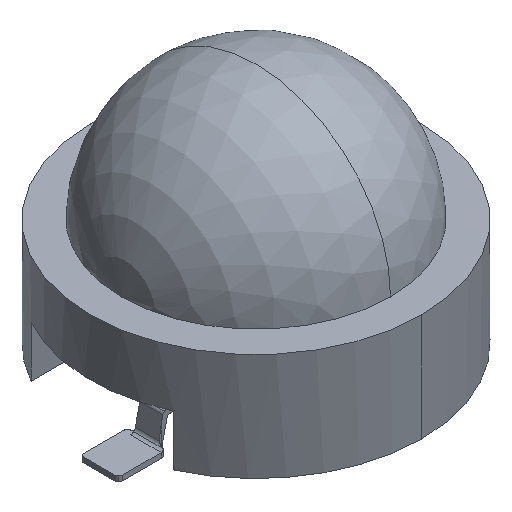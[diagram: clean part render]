
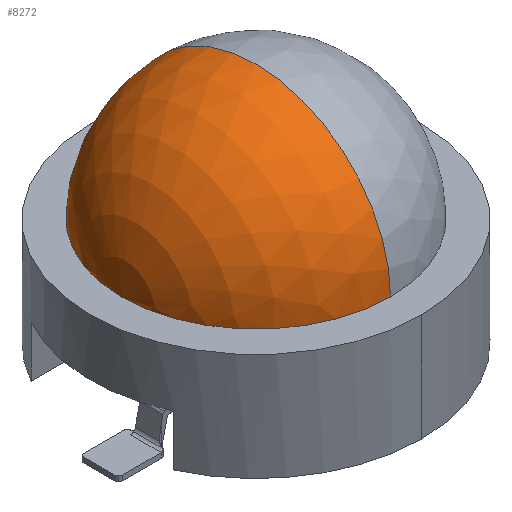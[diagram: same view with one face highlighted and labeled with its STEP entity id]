
A CAD part, isometric view. The second image highlights one B-rep face of the part: STEP entity #8272.
In plain terms, the highlighted spherical face has radius 5.28 mm.
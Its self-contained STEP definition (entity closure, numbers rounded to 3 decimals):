
#527 = AXIS2_PLACEMENT_3D ( 'NONE', #8517, #3485, #3440 ) ;
#548 = DIRECTION ( 'NONE',  ( 0., 0., -1. ) ) ;
#556 = SPHERICAL_SURFACE ( 'NONE', #527, 5.28 ) ;
#587 = ORIENTED_EDGE ( 'NONE', *, *, #5975, .F. ) ;
#602 = FACE_OUTER_BOUND ( 'NONE', #965, .T. ) ;
#965 = EDGE_LOOP ( 'NONE', ( #587, #7657, #6689 ) ) ;
#1129 = AXIS2_PLACEMENT_3D ( 'NONE', #9066, #8454, #9256 ) ;
#1968 = DIRECTION ( 'NONE',  ( 1., 0., 0. ) ) ;
#2727 = CARTESIAN_POINT ( 'NONE',  ( 0., 0., -9.5 ) ) ;
#2865 = CARTESIAN_POINT ( 'NONE',  ( 0., -5.28, -4.22 ) ) ;
#3440 = DIRECTION ( 'NONE',  ( 0., 1., 0. ) ) ;
#3485 = DIRECTION ( 'NONE',  ( -1., 0., 0. ) ) ;
#3522 = CARTESIAN_POINT ( 'NONE',  ( 0., 0., -4.22 ) ) ;
#4710 = EDGE_CURVE ( 'NONE', #5630, #5849, #5258, .T. ) ;
#5110 = AXIS2_PLACEMENT_3D ( 'NONE', #3522, #1968, #548 ) ;
#5258 = CIRCLE ( 'NONE', #5110, 5.28 ) ;
#5630 = VERTEX_POINT ( 'NONE', #2727 ) ;
#5849 = VERTEX_POINT ( 'NONE', #8928 ) ;
#5975 = EDGE_CURVE ( 'NONE', #5630, #9178, #9270, .T. ) ;
#6225 = DIRECTION ( 'NONE',  ( -1., 0., 0. ) ) ;
#6689 = ORIENTED_EDGE ( 'NONE', *, *, #7374, .F. ) ;
#6871 = CIRCLE ( 'NONE', #1129, 5.28 ) ;
#6977 = CARTESIAN_POINT ( 'NONE',  ( 0., 0., -4.22 ) ) ;
#7374 = EDGE_CURVE ( 'NONE', #9178, #5849, #6871, .T. ) ;
#7657 = ORIENTED_EDGE ( 'NONE', *, *, #4710, .T. ) ;
#8212 = AXIS2_PLACEMENT_3D ( 'NONE', #6977, #6225, #9163 ) ;
#8272 = ADVANCED_FACE ( 'NONE', ( #602 ), #556, .T. ) ;
#8454 = DIRECTION ( 'NONE',  ( 0., 0., 1. ) ) ;
#8517 = CARTESIAN_POINT ( 'NONE',  ( 0., 0., -4.22 ) ) ;
#8928 = CARTESIAN_POINT ( 'NONE',  ( 0., 5.28, -4.22 ) ) ;
#9066 = CARTESIAN_POINT ( 'NONE',  ( 0., 0., -4.22 ) ) ;
#9163 = DIRECTION ( 'NONE',  ( 0., -1., 0. ) ) ;
#9178 = VERTEX_POINT ( 'NONE', #2865 ) ;
#9256 = DIRECTION ( 'NONE',  ( 0., -1., 0. ) ) ;
#9270 = CIRCLE ( 'NONE', #8212, 5.28 ) ;
